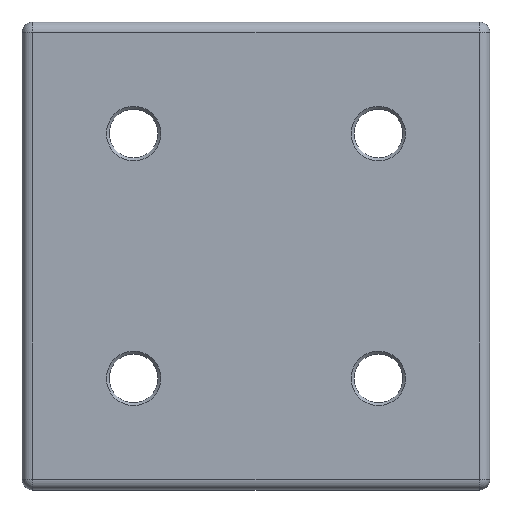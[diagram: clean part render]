
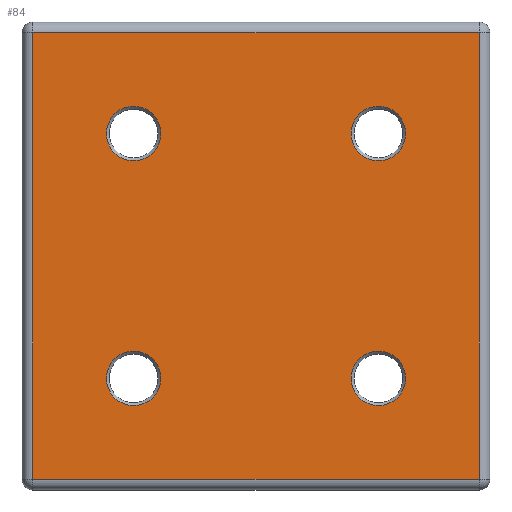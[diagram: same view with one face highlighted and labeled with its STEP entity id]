
A CAD part, top view. The second image highlights one B-rep face of the part: STEP entity #84.
In plain terms, the highlighted planar face has unit normal (0, 0, 1).
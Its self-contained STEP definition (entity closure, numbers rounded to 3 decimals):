
#84 = ADVANCED_FACE( '', ( #186, #187, #188, #189, #190 ), #191, .T. );
#186 = FACE_BOUND( '', #303, .T. );
#187 = FACE_BOUND( '', #304, .T. );
#188 = FACE_BOUND( '', #305, .T. );
#189 = FACE_BOUND( '', #306, .T. );
#190 = FACE_OUTER_BOUND( '', #307, .T. );
#191 = PLANE( '', #308 );
#303 = EDGE_LOOP( '', ( #473 ) );
#304 = EDGE_LOOP( '', ( #474 ) );
#305 = EDGE_LOOP( '', ( #475 ) );
#306 = EDGE_LOOP( '', ( #476 ) );
#307 = EDGE_LOOP( '', ( #477, #478, #479, #480 ) );
#308 = AXIS2_PLACEMENT_3D( '', #481, #482, #483 );
#473 = ORIENTED_EDGE( '', *, *, #638, .T. );
#474 = ORIENTED_EDGE( '', *, *, #639, .F. );
#475 = ORIENTED_EDGE( '', *, *, #640, .T. );
#476 = ORIENTED_EDGE( '', *, *, #641, .F. );
#477 = ORIENTED_EDGE( '', *, *, #632, .T. );
#478 = ORIENTED_EDGE( '', *, *, #611, .T. );
#479 = ORIENTED_EDGE( '', *, *, #642, .T. );
#480 = ORIENTED_EDGE( '', *, *, #643, .T. );
#481 = CARTESIAN_POINT( '', ( -41., 41., 6. ) );
#482 = DIRECTION( '', ( 0., 0., 1. ) );
#483 = DIRECTION( '', ( 1., 0., 0. ) );
#611 = EDGE_CURVE( '', #709, #713, #715, .T. );
#632 = EDGE_CURVE( '', #702, #709, #744, .T. );
#638 = EDGE_CURVE( '', #750, #750, #751, .T. );
#639 = EDGE_CURVE( '', #752, #752, #753, .T. );
#640 = EDGE_CURVE( '', #754, #754, #755, .T. );
#641 = EDGE_CURVE( '', #756, #756, #757, .T. );
#642 = EDGE_CURVE( '', #713, #717, #758, .T. );
#643 = EDGE_CURVE( '', #717, #702, #759, .T. );
#702 = VERTEX_POINT( '', #828 );
#709 = VERTEX_POINT( '', #835 );
#713 = VERTEX_POINT( '', #840 );
#715 = LINE( '', #842, #843 );
#717 = VERTEX_POINT( '', #845 );
#744 = LINE( '', #875, #876 );
#750 = VERTEX_POINT( '', #883 );
#751 = CIRCLE( '', #884, 5. );
#752 = VERTEX_POINT( '', #885 );
#753 = CIRCLE( '', #886, 5. );
#754 = VERTEX_POINT( '', #887 );
#755 = CIRCLE( '', #888, 5. );
#756 = VERTEX_POINT( '', #889 );
#757 = CIRCLE( '', #890, 5. );
#758 = LINE( '', #891, #892 );
#759 = LINE( '', #893, #894 );
#828 = CARTESIAN_POINT( '', ( 41., 41., 6. ) );
#835 = CARTESIAN_POINT( '', ( -41., 41., 6. ) );
#840 = CARTESIAN_POINT( '', ( -41., -41., 6. ) );
#842 = CARTESIAN_POINT( '', ( -41., -41., 6. ) );
#843 = VECTOR( '', #974, 1000. );
#845 = CARTESIAN_POINT( '', ( 41., -41., 6. ) );
#875 = CARTESIAN_POINT( '', ( -41., 41., 6. ) );
#876 = VECTOR( '', #1008, 1000. );
#883 = CARTESIAN_POINT( '', ( -27.5, -22.5, 6. ) );
#884 = AXIS2_PLACEMENT_3D( '', #1010, #1011, #1012 );
#885 = CARTESIAN_POINT( '', ( 27.5, -22.5, 6. ) );
#886 = AXIS2_PLACEMENT_3D( '', #1013, #1014, #1015 );
#887 = CARTESIAN_POINT( '', ( -27.5, 22.5, 6. ) );
#888 = AXIS2_PLACEMENT_3D( '', #1016, #1017, #1018 );
#889 = CARTESIAN_POINT( '', ( 27.5, 22.5, 6. ) );
#890 = AXIS2_PLACEMENT_3D( '', #1019, #1020, #1021 );
#891 = CARTESIAN_POINT( '', ( 41., -41., 6. ) );
#892 = VECTOR( '', #1022, 1000. );
#893 = CARTESIAN_POINT( '', ( 41., 41., 6. ) );
#894 = VECTOR( '', #1023, 1000. );
#974 = DIRECTION( '', ( 0., -1., 0. ) );
#1008 = DIRECTION( '', ( -1., 0., 0. ) );
#1010 = CARTESIAN_POINT( '', ( -22.5, -22.5, 6. ) );
#1011 = DIRECTION( '', ( 0., 0., -1. ) );
#1012 = DIRECTION( '', ( -1., 0., 0. ) );
#1013 = CARTESIAN_POINT( '', ( 22.5, -22.5, 6. ) );
#1014 = DIRECTION( '', ( 0., 0., 1. ) );
#1015 = DIRECTION( '', ( 1., 0., 0. ) );
#1016 = CARTESIAN_POINT( '', ( -22.5, 22.5, 6. ) );
#1017 = DIRECTION( '', ( 0., 0., -1. ) );
#1018 = DIRECTION( '', ( -1., 0., 0. ) );
#1019 = CARTESIAN_POINT( '', ( 22.5, 22.5, 6. ) );
#1020 = DIRECTION( '', ( 0., 0., 1. ) );
#1021 = DIRECTION( '', ( 1., 0., 0. ) );
#1022 = DIRECTION( '', ( 1., 0., 0. ) );
#1023 = DIRECTION( '', ( 0., 1., 0. ) );
